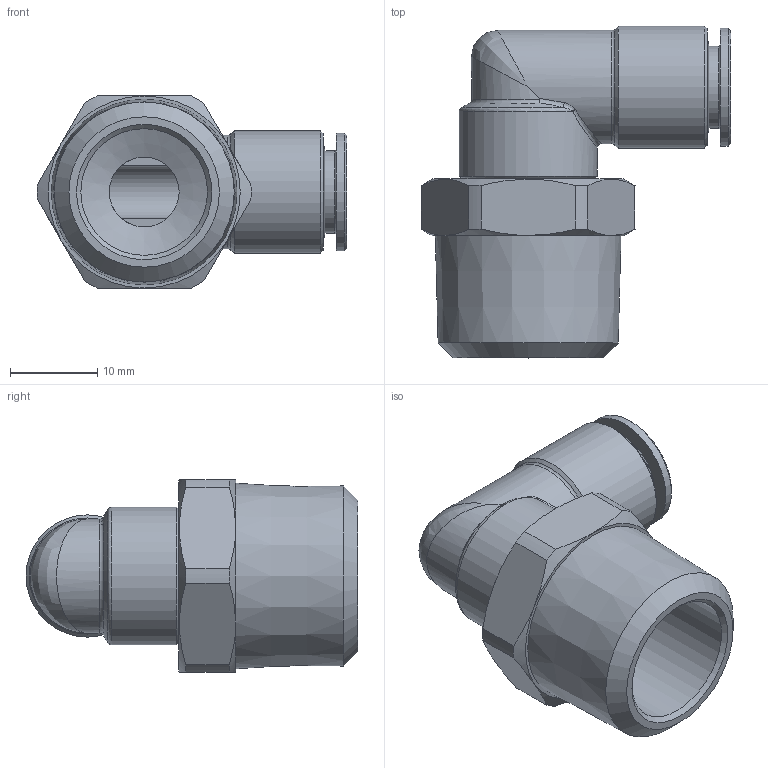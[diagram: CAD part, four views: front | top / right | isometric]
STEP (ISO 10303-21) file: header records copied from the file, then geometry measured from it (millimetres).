
FILE_DESCRIPTION(( 'MA.15.08.12.stp' ), '1');
FILE_NAME( 'MA.15.08.12.stp', '2021-03-01T10:44:02',( 'Sopra'),('sopra-pneumatic.com'), 'SwSTEP 2.0','SolidWorks 2009','' );
FILE_SCHEMA( ( 'AUTOMOTIVE_DESIGN { 1 0 10303 214 1 1 1 1 }' ) );
Length unit declared in the file: metre
Products named in the file (1): Taglia-Rivoluzione1
Bounding box: 35.45 x 38 x 22 mm (x, y, z)
Volume: 7706.4 mm3; surface area: 5247.8 mm2
Topology: 1 solids, 1 shells, 62 faces, 142 edges, 84 vertices
Faces by surface type: cone 20, cylinder 17, plane 15, bspline 6, torus 4
Full cylindrical faces by diameter (mm): 6 x1, 8 x1, 8.15 x1, 9.4 x1, 13 x1, 13.5 x1, 14 x1, 14.5 x1, 15.8 x1
Entity records: 2549 total; most frequent: CARTESIAN_POINT 857, DIRECTION 238, ORIENTED_EDGE 222, AXIS2_PLACEMENT_3D 112, EDGE_CURVE 111, EDGE_LOOP 91, VERTEX_POINT 80, FACE_OUTER_BOUND 72
